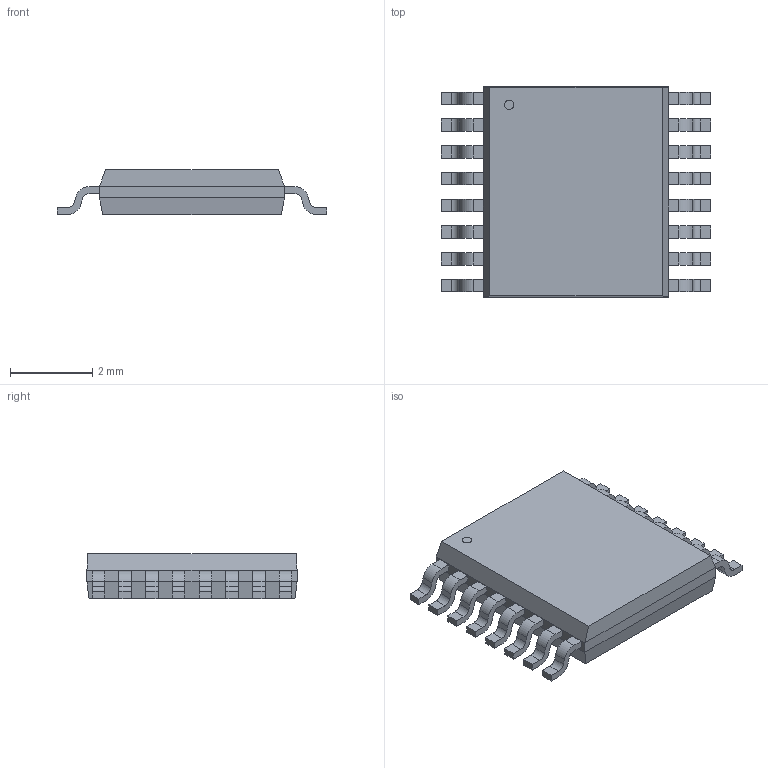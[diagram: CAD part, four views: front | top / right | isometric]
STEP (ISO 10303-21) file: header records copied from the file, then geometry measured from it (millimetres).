
FILE_DESCRIPTION(('STEP AP214'),'1');
FILE_NAME('21-0066J_16','2024-02-24T11:44:10',(''),(''),'','','');
FILE_SCHEMA(('AUTOMOTIVE_DESIGN'));
Length unit declared in the file: millimetre
Products named in the file (1): product
Bounding box: 6.55 x 5.11 x 1.09 mm (x, y, z)
Volume: 25.5 mm3; surface area: 85.4 mm2
Topology: 18 solids, 18 shells, 241 faces, 607 edges, 402 vertices
Faces by surface type: plane 176, cylinder 65
Full cylindrical faces by diameter (mm): 0.225 x1
Entity records: 7021 total; most frequent: DIRECTION 1222, ORIENTED_EDGE 1212, CARTESIAN_POINT 711, EDGE_CURVE 606, LINE 476, VECTOR 476, VERTEX_POINT 402, AXIS2_PLACEMENT_3D 373
